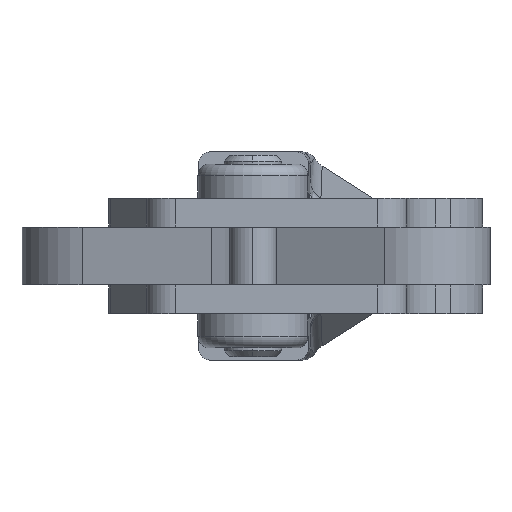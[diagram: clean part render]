
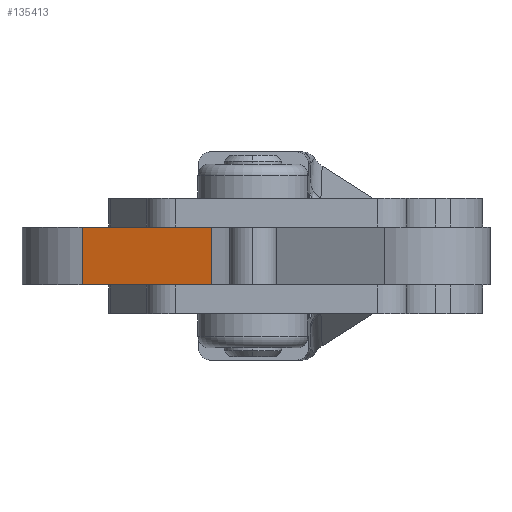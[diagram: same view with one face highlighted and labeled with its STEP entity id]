
A CAD part, front view. The second image highlights one B-rep face of the part: STEP entity #135413.
In plain terms, the highlighted face is planar.
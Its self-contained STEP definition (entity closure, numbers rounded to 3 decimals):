
#43563 = DIRECTION ( 'NONE',  ( 0.974, -0.228, 0. ) ) ;
#43568 = CARTESIAN_POINT ( 'NONE',  ( -1.129, -4.826, 5. ) ) ;
#43574 = CARTESIAN_POINT ( 'NONE',  ( -35.646, 3.253, 5. ) ) ;
#43576 = DIRECTION ( 'NONE',  ( 0., 0., -1. ) ) ;
#43577 = CARTESIAN_POINT ( 'NONE',  ( -1.129, -4.826, -5. ) ) ;
#43579 = DIRECTION ( 'NONE',  ( 0.974, -0.228, 0. ) ) ;
#43607 = CARTESIAN_POINT ( 'NONE',  ( -58.099, 8.508, 5. ) ) ;
#43609 = DIRECTION ( 'NONE',  ( 0., 0., -1. ) ) ;
#44047 = LINE ( 'NONE', #43568, #44060 ) ;
#44058 = LINE ( 'NONE', #43574, #44064 ) ;
#44060 = VECTOR ( 'NONE', #43563, 1000. ) ;
#44062 = LINE ( 'NONE', #43577, #44068 ) ;
#44064 = VECTOR ( 'NONE', #43576, 1000. ) ;
#44068 = VECTOR ( 'NONE', #43579, 1000. ) ;
#44085 = LINE ( 'NONE', #43607, #44090 ) ;
#44090 = VECTOR ( 'NONE', #43609, 1000. ) ;
#71952 = ORIENTED_EDGE ( 'NONE', *, *, #107939, .F. ) ;
#71995 = ORIENTED_EDGE ( 'NONE', *, *, #107962, .T. ) ;
#71999 = ORIENTED_EDGE ( 'NONE', *, *, #107936, .F. ) ;
#72094 = ORIENTED_EDGE ( 'NONE', *, *, #107943, .T. ) ;
#75558 = CARTESIAN_POINT ( 'NONE',  ( -1.129, -4.826, 5. ) ) ;
#75566 = PLANE ( 'NONE',  #130616 ) ;
#75574 = DIRECTION ( 'NONE',  ( 0.228, 0.974, 0. ) ) ;
#75576 = DIRECTION ( 'NONE',  ( -0.974, 0.228, 0. ) ) ;
#76472 = CARTESIAN_POINT ( 'NONE',  ( -58.099, 8.508, 5. ) ) ;
#76646 = CARTESIAN_POINT ( 'NONE',  ( -35.646, 3.253, -5. ) ) ;
#76654 = CARTESIAN_POINT ( 'NONE',  ( -58.099, 8.508, -5. ) ) ;
#76658 = CARTESIAN_POINT ( 'NONE',  ( -35.646, 3.253, 5. ) ) ;
#98208 = EDGE_LOOP ( 'NONE', ( #72094, #71952, #71999, #71995 ) ) ;
#107936 = EDGE_CURVE ( 'NONE', #139903, #140366, #44047, .T. ) ;
#107939 = EDGE_CURVE ( 'NONE', #140366, #140350, #44058, .T. ) ;
#107943 = EDGE_CURVE ( 'NONE', #140346, #140350, #44062, .T. ) ;
#107962 = EDGE_CURVE ( 'NONE', #139903, #140346, #44085, .T. ) ;
#130616 = AXIS2_PLACEMENT_3D ( 'NONE', #75558, #75574, #75576 ) ;
#135413 = ADVANCED_FACE ( 'NONE', ( #157731 ), #75566, .F. ) ;
#139903 = VERTEX_POINT ( 'NONE', #76472 ) ;
#140346 = VERTEX_POINT ( 'NONE', #76654 ) ;
#140350 = VERTEX_POINT ( 'NONE', #76646 ) ;
#140366 = VERTEX_POINT ( 'NONE', #76658 ) ;
#157731 = FACE_OUTER_BOUND ( 'NONE', #98208, .T. ) ;
